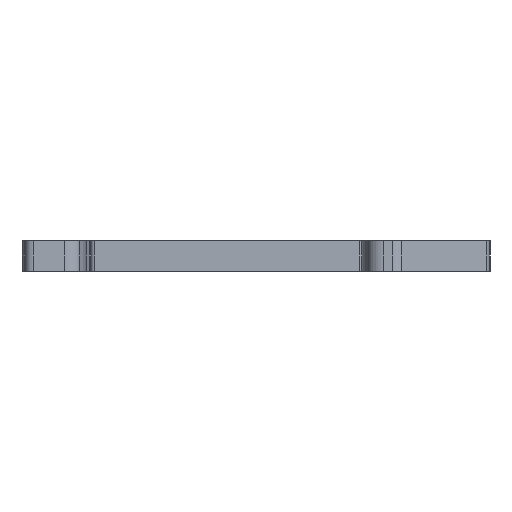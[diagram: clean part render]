
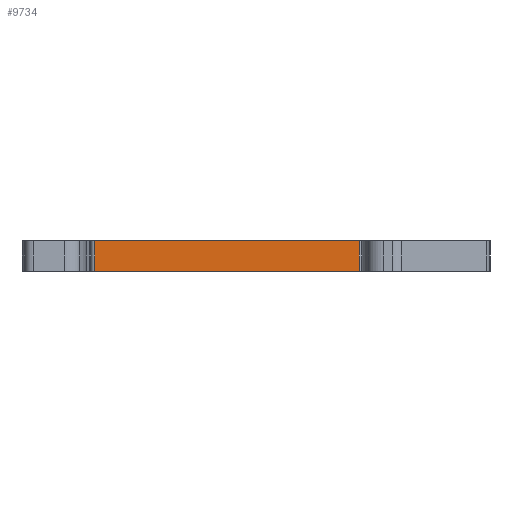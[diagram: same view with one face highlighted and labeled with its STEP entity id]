
A CAD part, front view. The second image highlights one B-rep face of the part: STEP entity #9734.
In plain terms, the highlighted planar face has unit normal (0, -1, 0).
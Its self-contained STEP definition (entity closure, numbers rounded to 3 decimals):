
#359=DIRECTION('',(1.,0.,0.));
#360=VECTOR('',#359,30.595);
#361=CARTESIAN_POINT('',(-9.895,0.,-1.75));
#362=LINE('',#361,#360);
#776=DIRECTION('',(0.,0.,1.));
#777=VECTOR('',#776,3.5);
#778=CARTESIAN_POINT('',(20.7,0.,-1.75));
#779=LINE('',#778,#777);
#780=DIRECTION('',(0.,0.,1.));
#781=VECTOR('',#780,3.5);
#782=CARTESIAN_POINT('',(-9.895,0.,-1.75));
#783=LINE('',#782,#781);
#3580=DIRECTION('',(1.,0.,0.));
#3581=VECTOR('',#3580,30.595);
#3582=CARTESIAN_POINT('',(-9.895,0.,1.75));
#3583=LINE('',#3582,#3581);
#7002=CARTESIAN_POINT('',(-9.895,0.,-1.75));
#7003=VERTEX_POINT('',#7002);
#7004=CARTESIAN_POINT('',(20.7,0.,-1.75));
#7005=VERTEX_POINT('',#7004);
#7246=CARTESIAN_POINT('',(-9.895,0.,1.75));
#7247=VERTEX_POINT('',#7246);
#7248=CARTESIAN_POINT('',(20.7,0.,1.75));
#7249=VERTEX_POINT('',#7248);
#9721=CARTESIAN_POINT('',(-9.895,0.,-1.75));
#9722=DIRECTION('',(0.,-1.,0.));
#9723=DIRECTION('',(1.,0.,0.));
#9724=AXIS2_PLACEMENT_3D('',#9721,#9722,#9723);
#9725=PLANE('',#9724);
#9726=ORIENTED_EDGE('',*,*,#8950,.F.);
#9728=ORIENTED_EDGE('',*,*,#9727,.T.);
#9730=ORIENTED_EDGE('',*,*,#9729,.T.);
#9731=ORIENTED_EDGE('',*,*,#9713,.F.);
#9732=EDGE_LOOP('',(#9726,#9728,#9730,#9731));
#9733=FACE_OUTER_BOUND('',#9732,.F.);
#9734=ADVANCED_FACE('',(#9733),#9725,.T.);
#8950=EDGE_CURVE('',#7003,#7005,#362,.T.);
#9713=EDGE_CURVE('',#7005,#7249,#779,.T.);
#9727=EDGE_CURVE('',#7003,#7247,#783,.T.);
#9729=EDGE_CURVE('',#7247,#7249,#3583,.T.);
